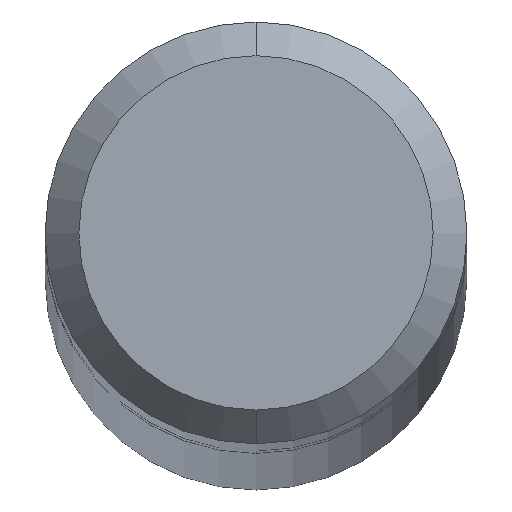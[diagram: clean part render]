
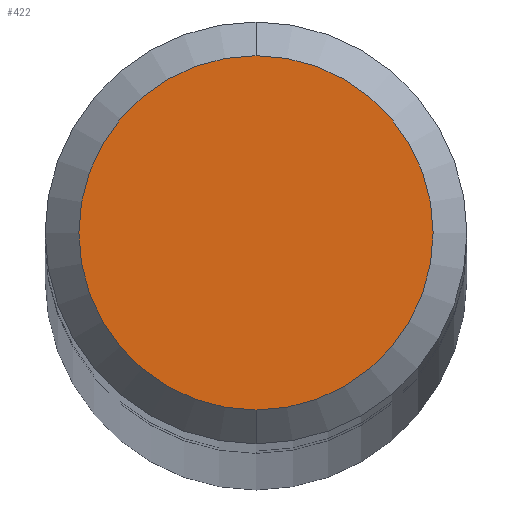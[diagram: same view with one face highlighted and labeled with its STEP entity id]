
A CAD part, top view. The second image highlights one B-rep face of the part: STEP entity #422.
In plain terms, the highlighted planar face has unit normal (0, 0, 1).
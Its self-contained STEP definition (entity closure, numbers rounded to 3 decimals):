
#338=VERTEX_POINT('',#635);
#342=VERTEX_POINT('',#639);
#364=EDGE_CURVE('',#342,#338,#665,.T.);
#422=ADVANCED_FACE('',(#733),#734,.T.);
#424=EDGE_CURVE('',#338,#342,#736,.T.);
#635=CARTESIAN_POINT('',(0.,-2.1,0.));
#639=CARTESIAN_POINT('',(0.0,2.1,0.));
#665=CIRCLE('',#1143,2.1);
#733=FACE_OUTER_BOUND('',#1326,.T.);
#734=PLANE('',#1327);
#736=CIRCLE('',#1330,2.1);
#1143=AXIS2_PLACEMENT_3D('',#1556,#1557,#1558);
#1326=EDGE_LOOP('',(#1662,#1663));
#1327=AXIS2_PLACEMENT_3D('',#1664,#1665,#1666);
#1330=AXIS2_PLACEMENT_3D('',#1667,#1668,#1669);
#1556=CARTESIAN_POINT('',(0.0,0.0,0.));
#1557=DIRECTION('',(0.0,0.0,-1.0));
#1558=DIRECTION('',(0.0,1.0,0.0));
#1662=ORIENTED_EDGE('',*,*,#364,.F.);
#1663=ORIENTED_EDGE('',*,*,#424,.F.);
#1664=CARTESIAN_POINT('',(0.0,1.05,0.));
#1665=DIRECTION('',(-0.0,0.0,1.0));
#1666=DIRECTION('',(0.0,-1.0,0.0));
#1667=CARTESIAN_POINT('',(0.0,0.0,0.));
#1668=DIRECTION('',(0.0,0.0,-1.0));
#1669=DIRECTION('',(0.0,1.0,0.0));
